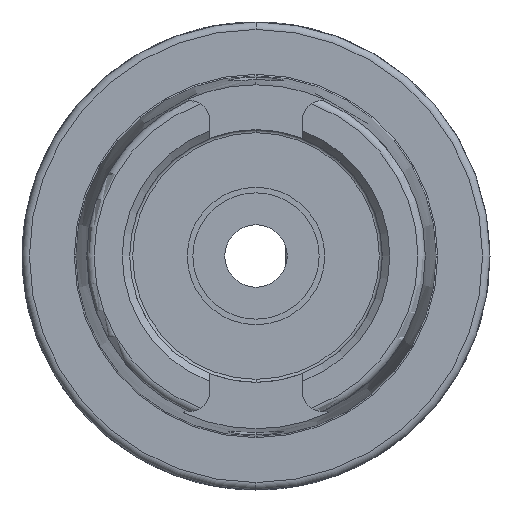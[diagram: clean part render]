
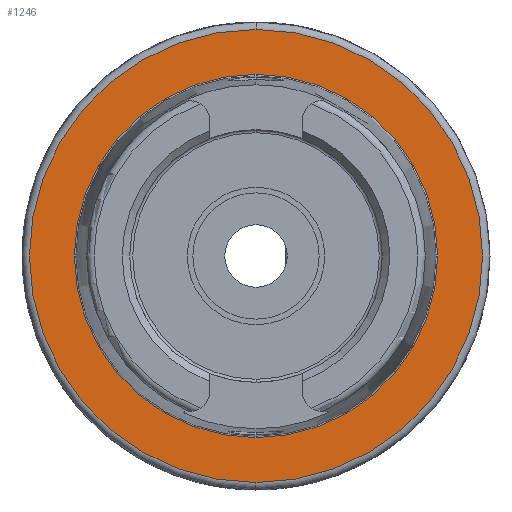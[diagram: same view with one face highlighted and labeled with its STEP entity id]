
A CAD part, left-side view. The second image highlights one B-rep face of the part: STEP entity #1246.
In plain terms, the highlighted planar face has unit normal (-1, 0, 0).
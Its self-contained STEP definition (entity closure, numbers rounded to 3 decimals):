
#27 = CARTESIAN_POINT ( 'NONE',  ( 32., 0., 24.45 ) ) ;
#47 = VERTEX_POINT ( 'NONE', #4775 ) ;
#238 = ORIENTED_EDGE ( 'NONE', *, *, #1813, .F. ) ;
#338 = VERTEX_POINT ( 'NONE', #3606 ) ;
#357 = ORIENTED_EDGE ( 'NONE', *, *, #1829, .F. ) ;
#523 = ORIENTED_EDGE ( 'NONE', *, *, #544, .T. ) ;
#544 = EDGE_CURVE ( 'NONE', #338, #47, #4781, .T. ) ;
#579 = EDGE_LOOP ( 'NONE', ( #523, #2419 ) ) ;
#1125 = DIRECTION ( 'NONE',  ( 0., 0., -1. ) ) ;
#1191 = DIRECTION ( 'NONE',  ( 1., 0., 0. ) ) ;
#1246 = ADVANCED_FACE ( 'NONE', ( #4648, #4719 ), #1299, .F. ) ;
#1299 = PLANE ( 'NONE',  #3494 ) ;
#1307 = CARTESIAN_POINT ( 'NONE',  ( 32., 24.45, 0. ) ) ;
#1813 = EDGE_CURVE ( 'NONE', #4597, #3272, #2246, .T. ) ;
#1829 = EDGE_CURVE ( 'NONE', #3272, #4597, #4195, .T. ) ;
#1848 = EDGE_CURVE ( 'NONE', #47, #338, #2128, .T. ) ;
#2128 = CIRCLE ( 'NONE', #2851, 30.5 ) ;
#2246 = CIRCLE ( 'NONE', #2913, 24.45 ) ;
#2320 = DIRECTION ( 'NONE',  ( 0., 0., 1. ) ) ;
#2335 = DIRECTION ( 'NONE',  ( -1., 0., 0. ) ) ;
#2343 = CARTESIAN_POINT ( 'NONE',  ( 32., 0., 0. ) ) ;
#2419 = ORIENTED_EDGE ( 'NONE', *, *, #1848, .T. ) ;
#2851 = AXIS2_PLACEMENT_3D ( 'NONE', #3333, #3310, #3302 ) ;
#2883 = AXIS2_PLACEMENT_3D ( 'NONE', #3417, #3414, #3410 ) ;
#2913 = AXIS2_PLACEMENT_3D ( 'NONE', #3457, #3450, #3444 ) ;
#3272 = VERTEX_POINT ( 'NONE', #3331 ) ;
#3302 = DIRECTION ( 'NONE',  ( 0., 0., 1. ) ) ;
#3310 = DIRECTION ( 'NONE',  ( -1., 0., 0. ) ) ;
#3331 = CARTESIAN_POINT ( 'NONE',  ( 32., 0., -24.45 ) ) ;
#3333 = CARTESIAN_POINT ( 'NONE',  ( 32., 0., 0. ) ) ;
#3410 = DIRECTION ( 'NONE',  ( 0., 0., 1. ) ) ;
#3414 = DIRECTION ( 'NONE',  ( -1., 0., 0. ) ) ;
#3417 = CARTESIAN_POINT ( 'NONE',  ( 32., 0., 0. ) ) ;
#3444 = DIRECTION ( 'NONE',  ( 0., 0., 1. ) ) ;
#3450 = DIRECTION ( 'NONE',  ( -1., 0., 0. ) ) ;
#3457 = CARTESIAN_POINT ( 'NONE',  ( 32., 0., 0. ) ) ;
#3494 = AXIS2_PLACEMENT_3D ( 'NONE', #1307, #1191, #1125 ) ;
#3606 = CARTESIAN_POINT ( 'NONE',  ( 32., 0., 30.5 ) ) ;
#3988 = EDGE_LOOP ( 'NONE', ( #238, #357 ) ) ;
#4195 = CIRCLE ( 'NONE', #2883, 24.45 ) ;
#4597 = VERTEX_POINT ( 'NONE', #27 ) ;
#4629 = AXIS2_PLACEMENT_3D ( 'NONE', #2343, #2335, #2320 ) ;
#4648 = FACE_BOUND ( 'NONE', #3988, .T. ) ;
#4719 = FACE_OUTER_BOUND ( 'NONE', #579, .T. ) ;
#4775 = CARTESIAN_POINT ( 'NONE',  ( 32., 0., -30.5 ) ) ;
#4781 = CIRCLE ( 'NONE', #4629, 30.5 ) ;
